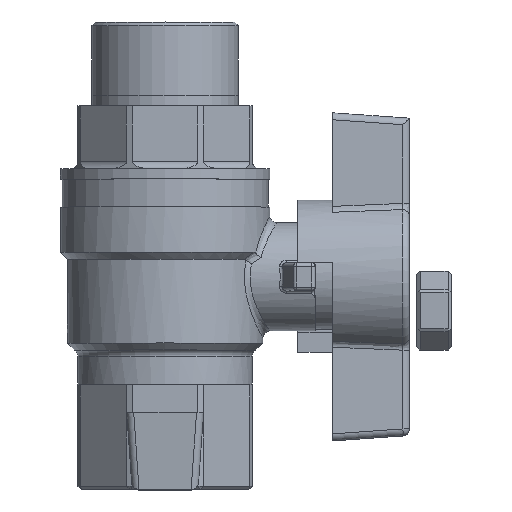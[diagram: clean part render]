
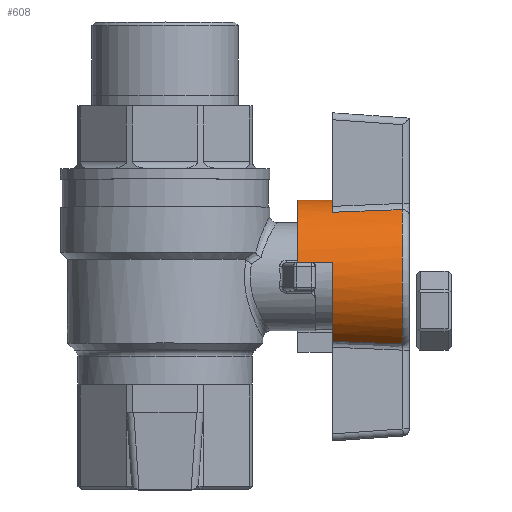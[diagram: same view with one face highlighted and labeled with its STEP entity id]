
A CAD part, top view. The second image highlights one B-rep face of the part: STEP entity #608.
In plain terms, the highlighted cylindrical face has radius 11 mm (diameter 22 mm), a partial arc.
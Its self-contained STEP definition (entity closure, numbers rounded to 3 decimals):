
#608 = ADVANCED_FACE( '', ( #1284 ), #1285, .T. );
#1284 = FACE_OUTER_BOUND( '', #2671, .T. );
#1285 = CYLINDRICAL_SURFACE( '', #2672, 11. );
#2671 = EDGE_LOOP( '', ( #4333, #4334, #4335, #4336, #4337, #4338, #4339, #4340 ) );
#2672 = AXIS2_PLACEMENT_3D( '', #4341, #4342, #4343 );
#4333 = ORIENTED_EDGE( '', *, *, #5146, .T. );
#4334 = ORIENTED_EDGE( '', *, *, #5428, .F. );
#4335 = ORIENTED_EDGE( '', *, *, #5429, .T. );
#4336 = ORIENTED_EDGE( '', *, *, #5430, .F. );
#4337 = ORIENTED_EDGE( '', *, *, #5431, .F. );
#4338 = ORIENTED_EDGE( '', *, *, #4822, .F. );
#4339 = ORIENTED_EDGE( '', *, *, #5019, .T. );
#4340 = ORIENTED_EDGE( '', *, *, #5321, .T. );
#4341 = CARTESIAN_POINT( '', ( 0., 16., 0. ) );
#4342 = DIRECTION( '', ( 0., 1., 0. ) );
#4343 = DIRECTION( '', ( 0., 0., -1. ) );
#4822 = EDGE_CURVE( '', #5614, #5616, #5617, .T. );
#5019 = EDGE_CURVE( '', #5614, #5944, #5946, .T. );
#5146 = EDGE_CURVE( '', #6129, #6127, #6130, .T. );
#5321 = EDGE_CURVE( '', #5944, #6129, #6359, .T. );
#5428 = EDGE_CURVE( '', #6490, #6127, #6491, .T. );
#5429 = EDGE_CURVE( '', #6490, #6492, #6493, .T. );
#5430 = EDGE_CURVE( '', #6494, #6492, #6495, .T. );
#5431 = EDGE_CURVE( '', #5616, #6494, #6496, .T. );
#5614 = VERTEX_POINT( '', #6960 );
#5616 = VERTEX_POINT( '', #6984 );
#5617 = CIRCLE( '', #6985, 11. );
#5944 = VERTEX_POINT( '', #7688 );
#5946 = ELLIPSE( '', #7716, 171.96, 11. );
#6127 = VERTEX_POINT( '', #8537 );
#6129 = VERTEX_POINT( '', #8560 );
#6130 = ELLIPSE( '', #8561, 171.96, 11. );
#6359 = CIRCLE( '', #9009, 11. );
#6490 = VERTEX_POINT( '', #9209 );
#6491 = CIRCLE( '', #9210, 11. );
#6492 = VERTEX_POINT( '', #9211 );
#6493 = LINE( '', #9212, #9213 );
#6494 = VERTEX_POINT( '', #9214 );
#6495 = CIRCLE( '', #9215, 11. );
#6496 = LINE( '', #9216, #9217 );
#6960 = CARTESIAN_POINT( '', ( -5.961, 11., -9.245 ) );
#6984 = CARTESIAN_POINT( '', ( -10.817, 11., 2. ) );
#6985 = AXIS2_PLACEMENT_3D( '', #9382, #9383, #9384 );
#7688 = CARTESIAN_POINT( '', ( -5.32, 1., -9.628 ) );
#7716 = AXIS2_PLACEMENT_3D( '', #9636, #9637, #9638 );
#8537 = CARTESIAN_POINT( '', ( -5.961, 11., 9.245 ) );
#8560 = CARTESIAN_POINT( '', ( -5.32, 1., 9.628 ) );
#8561 = AXIS2_PLACEMENT_3D( '', #9772, #9773, #9774 );
#9009 = AXIS2_PLACEMENT_3D( '', #9964, #9965, #9966 );
#9209 = CARTESIAN_POINT( '', ( 2., 11., 10.817 ) );
#9210 = AXIS2_PLACEMENT_3D( '', #10071, #10072, #10073 );
#9211 = CARTESIAN_POINT( '', ( 2., 16., 10.817 ) );
#9212 = CARTESIAN_POINT( '', ( 2., 11., 10.817 ) );
#9213 = VECTOR( '', #10074, 1000. );
#9214 = CARTESIAN_POINT( '', ( -10.817, 16., 2. ) );
#9215 = AXIS2_PLACEMENT_3D( '', #10075, #10076, #10077 );
#9216 = CARTESIAN_POINT( '', ( -10.817, 11., 2. ) );
#9217 = VECTOR( '', #10078, 1000. );
#9382 = CARTESIAN_POINT( '', ( 0., 11., 0. ) );
#9383 = DIRECTION( '', ( 0., 1., 0. ) );
#9384 = DIRECTION( '', ( 0., 0., 1. ) );
#9636 = CARTESIAN_POINT( '', ( 0., -81.989, 0. ) );
#9637 = DIRECTION( '', ( -0.998, -0.064, 0. ) );
#9638 = DIRECTION( '', ( 0.064, -0.998, 0. ) );
#9772 = CARTESIAN_POINT( '', ( 0., -81.989, 0. ) );
#9773 = DIRECTION( '', ( -0.998, -0.064, 0. ) );
#9774 = DIRECTION( '', ( 0.064, -0.998, 0. ) );
#9964 = CARTESIAN_POINT( '', ( 0., 1., 0. ) );
#9965 = DIRECTION( '', ( 0., 1., 0. ) );
#9966 = DIRECTION( '', ( 0., 0., 1. ) );
#10071 = CARTESIAN_POINT( '', ( 0., 11., 0. ) );
#10072 = DIRECTION( '', ( 0., -1., 0. ) );
#10073 = DIRECTION( '', ( 0., 0., -1. ) );
#10074 = DIRECTION( '', ( 0., 1., 0. ) );
#10075 = CARTESIAN_POINT( '', ( 0., 16., 0. ) );
#10076 = DIRECTION( '', ( 0., 1., 0. ) );
#10077 = DIRECTION( '', ( -1., 0., 0. ) );
#10078 = DIRECTION( '', ( 0., 1., 0. ) );
